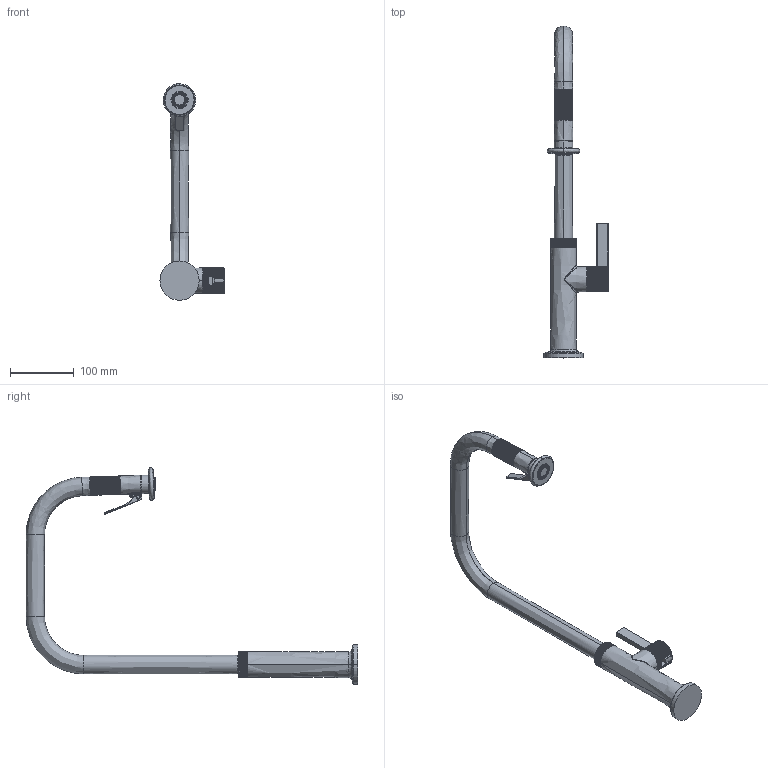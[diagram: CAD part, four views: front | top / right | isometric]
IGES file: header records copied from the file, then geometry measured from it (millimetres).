
Start section:  PTC IGES file: 3230-7173.igs
Global section: file name: 3230-7173.igs; native system: Creo Parametric by PTC Inc.; preprocessor: 2025093; author: SwamiS; organization: Unknown; date: 20250910.001719; units: inch
Bounding box: 100.89 x 521.72 x 340.43 mm (x, y, z)
Surface area: 121378.3 mm2 (no closed solid volume)
Topology: 0 solids, 0 shells, 1329 faces, 7190 edges, 7190 vertices
Faces by surface type: bspline 694, revolution 635
